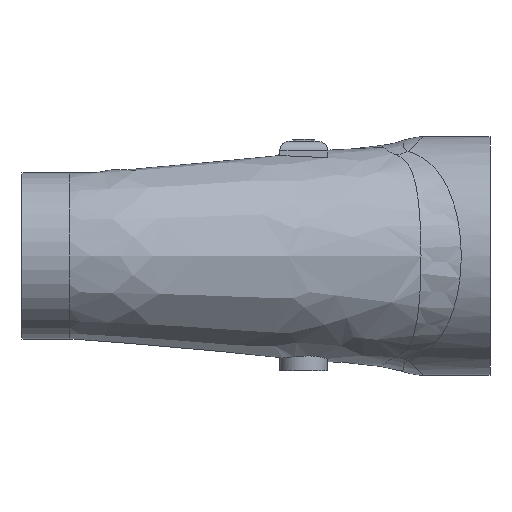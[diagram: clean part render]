
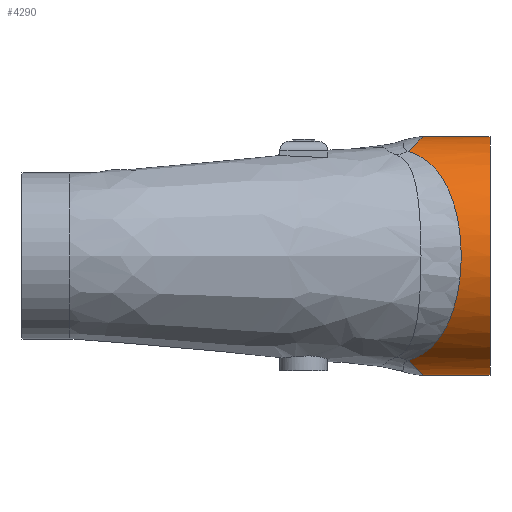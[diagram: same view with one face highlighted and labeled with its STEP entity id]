
A CAD part, front view. The second image highlights one B-rep face of the part: STEP entity #4290.
In plain terms, the highlighted cylindrical face has radius 62.5 mm (diameter 125 mm), a partial arc.
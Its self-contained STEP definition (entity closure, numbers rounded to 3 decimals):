
#173=LINE('',#5800,#574);
#174=LINE('',#5804,#575);
#574=VECTOR('',#4755,10.);
#575=VECTOR('',#4758,10.);
#975=CYLINDRICAL_SURFACE('',#4559,62.5);
#1060=FACE_OUTER_BOUND('',#1304,.T.);
#1304=EDGE_LOOP('',(#2906,#2907,#2908,#2909,#2910,#2911));
#1560=CIRCLE('',#4560,62.5);
#1594=B_SPLINE_CURVE_WITH_KNOTS('',3,(#5682,#5683,#5684,#5685,#5686,#5687,
#5688,#5689,#5690,#5691,#5692,#5693,#5694,#5695,#5696,#5697,#5698,#5699),
 .UNSPECIFIED.,.F.,.F.,(4,1,1,1,1,1,1,1,1,1,1,1,1,1,1,4),(-24.928,
-23.148,-21.367,-19.586,-17.806,
-16.025,-14.245,-13.058,-10.683,
-8.309,-7.122,-5.342,-3.561,
-1.781,-0.89,0.),.UNSPECIFIED.);
#1601=B_SPLINE_CURVE_WITH_KNOTS('',3,(#5792,#5793,#5794,#5795,#5796,#5797,
#5798),.UNSPECIFIED.,.F.,.F.,(4,1,1,1,4),(-0.275,0.261,
0.53,1.067,1.601),.UNSPECIFIED.);
#1602=B_SPLINE_CURVE_WITH_KNOTS('',3,(#5805,#5806,#5807,#5808,#5809,#5810),
 .UNSPECIFIED.,.F.,.F.,(4,1,1,4),(3.144,3.679,4.215,
5.021),.UNSPECIFIED.);
#1810=VERTEX_POINT('',#5595);
#1812=VERTEX_POINT('',#5680);
#1817=VERTEX_POINT('',#5791);
#1818=VERTEX_POINT('',#5799);
#1819=VERTEX_POINT('',#5801);
#1820=VERTEX_POINT('',#5803);
#2244=EDGE_CURVE('',#1812,#1810,#1594,.T.);
#2251=EDGE_CURVE('',#1817,#1812,#1601,.T.);
#2252=EDGE_CURVE('',#1818,#1817,#173,.T.);
#2253=EDGE_CURVE('',#1819,#1818,#1560,.T.);
#2254=EDGE_CURVE('',#1820,#1819,#174,.T.);
#2255=EDGE_CURVE('',#1810,#1820,#1602,.T.);
#2906=ORIENTED_EDGE('',*,*,#2244,.F.);
#2907=ORIENTED_EDGE('',*,*,#2251,.F.);
#2908=ORIENTED_EDGE('',*,*,#2252,.F.);
#2909=ORIENTED_EDGE('',*,*,#2253,.F.);
#2910=ORIENTED_EDGE('',*,*,#2254,.F.);
#2911=ORIENTED_EDGE('',*,*,#2255,.F.);
#4290=ADVANCED_FACE('',(#1060),#975,.T.);
#4559=AXIS2_PLACEMENT_3D('',#5790,#4753,#4754);
#4560=AXIS2_PLACEMENT_3D('',#5802,#4756,#4757);
#4753=DIRECTION('center_axis',(1.,0.,0.));
#4754=DIRECTION('ref_axis',(0.,0.,-1.));
#4755=DIRECTION('',(-1.,0.,0.));
#4756=DIRECTION('center_axis',(1.,0.,0.));
#4757=DIRECTION('ref_axis',(0.,1.,0.));
#4758=DIRECTION('',(1.,0.,0.));
#5595=CARTESIAN_POINT('',(177.08,-30.045,54.805));
#5680=CARTESIAN_POINT('',(177.08,-30.045,-54.805));
#5682=CARTESIAN_POINT('Ctrl Pts',(177.08,-30.045,-54.805));
#5683=CARTESIAN_POINT('Ctrl Pts',(180.924,-32.264,-53.588));
#5684=CARTESIAN_POINT('Ctrl Pts',(186.759,-37.207,-50.496));
#5685=CARTESIAN_POINT('Ctrl Pts',(192.815,-44.297,-44.433));
#5686=CARTESIAN_POINT('Ctrl Pts',(197.384,-50.628,-37.082));
#5687=CARTESIAN_POINT('Ctrl Pts',(200.779,-55.79,-28.733));
#5688=CARTESIAN_POINT('Ctrl Pts',(203.162,-59.611,-19.647));
#5689=CARTESIAN_POINT('Ctrl Pts',(204.437,-61.714,-10.983));
#5690=CARTESIAN_POINT('Ctrl Pts',(205.068,-62.764,-1.157));
#5691=CARTESIAN_POINT('Ctrl Pts',(204.709,-62.166,10.054));
#5692=CARTESIAN_POINT('Ctrl Pts',(202.956,-59.266,20.672));
#5693=CARTESIAN_POINT('Ctrl Pts',(200.389,-55.197,29.71));
#5694=CARTESIAN_POINT('Ctrl Pts',(197.364,-50.597,37.115));
#5695=CARTESIAN_POINT('Ctrl Pts',(192.828,-44.322,44.409));
#5696=CARTESIAN_POINT('Ctrl Pts',(187.764,-38.371,49.496));
#5697=CARTESIAN_POINT('Ctrl Pts',(182.376,-33.51,52.815));
#5698=CARTESIAN_POINT('Ctrl Pts',(178.994,-31.149,54.199));
#5699=CARTESIAN_POINT('Ctrl Pts',(177.08,-30.045,54.805));
#5790=CARTESIAN_POINT('Origin',(220.,0.,0.));
#5791=CARTESIAN_POINT('',(185.879,0.,-62.5));
#5792=CARTESIAN_POINT('Ctrl Pts',(185.879,0.,
-62.5));
#5793=CARTESIAN_POINT('Ctrl Pts',(185.419,-3.33,-62.5));
#5794=CARTESIAN_POINT('Ctrl Pts',(184.635,-8.258,-62.099));
#5795=CARTESIAN_POINT('Ctrl Pts',(182.951,-16.131,-60.529));
#5796=CARTESIAN_POINT('Ctrl Pts',(180.831,-23.417,-58.164));
#5797=CARTESIAN_POINT('Ctrl Pts',(178.471,-28.144,-55.847));
#5798=CARTESIAN_POINT('Ctrl Pts',(177.08,-30.045,-54.805));
#5799=CARTESIAN_POINT('',(220.,0.,-62.5));
#5800=CARTESIAN_POINT('',(220.,0.,-62.5));
#5801=CARTESIAN_POINT('',(220.,0.,62.5));
#5802=CARTESIAN_POINT('Origin',(220.,0.,0.));
#5803=CARTESIAN_POINT('',(185.879,0.,62.5));
#5804=CARTESIAN_POINT('',(220.,0.,62.5));
#5805=CARTESIAN_POINT('Ctrl Pts',(177.08,-30.045,54.805));
#5806=CARTESIAN_POINT('Ctrl Pts',(178.472,-28.142,55.848));
#5807=CARTESIAN_POINT('Ctrl Pts',(180.832,-23.421,58.163));
#5808=CARTESIAN_POINT('Ctrl Pts',(183.802,-13.197,61.482));
#5809=CARTESIAN_POINT('Ctrl Pts',(185.189,-4.993,62.5));
#5810=CARTESIAN_POINT('Ctrl Pts',(185.879,0.,
62.5));
